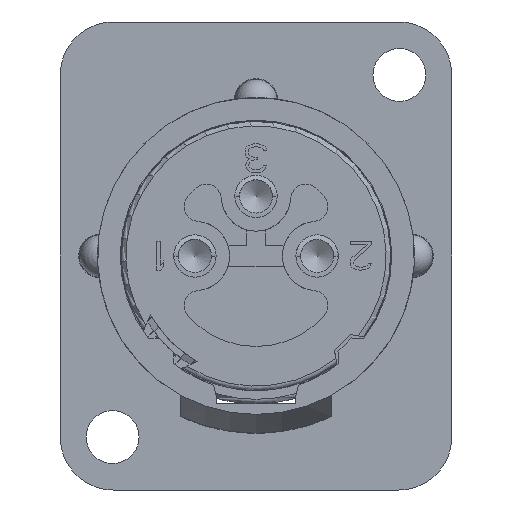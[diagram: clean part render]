
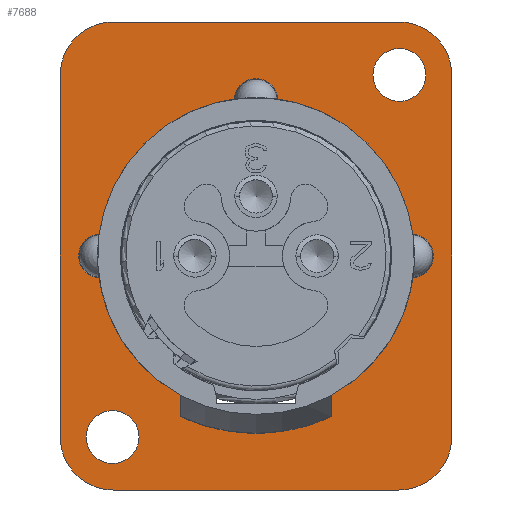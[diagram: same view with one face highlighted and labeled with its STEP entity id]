
A CAD part, left-side view. The second image highlights one B-rep face of the part: STEP entity #7688.
In plain terms, the highlighted planar face has unit normal (-1, 0, 0).
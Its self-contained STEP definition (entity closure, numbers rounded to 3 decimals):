
#663=FACE_BOUND('',#1426,.T.);
#664=FACE_BOUND('',#1427,.T.);
#665=FACE_BOUND('',#1428,.T.);
#737=PLANE('',#8221);
#1038=FACE_OUTER_BOUND('',#1425,.T.);
#1425=EDGE_LOOP('',(#5890,#5891,#5892,#5893,#5894,#5895,#5896,#5897));
#1426=EDGE_LOOP('',(#5898,#5899,#5900,#5901,#5902,#5903,#5904,#5905,#5906,
#5907,#5908,#5909,#5910,#5911));
#1427=EDGE_LOOP('',(#5912));
#1428=EDGE_LOOP('',(#5913));
#1737=LINE('',#10888,#2471);
#1742=LINE('',#10910,#2476);
#1747=LINE('',#10930,#2481);
#1752=LINE('',#10950,#2486);
#1877=LINE('',#11793,#2611);
#1879=LINE('',#11809,#2613);
#1902=LINE('',#11874,#2636);
#1910=LINE('',#11903,#2644);
#1912=LINE('',#11906,#2646);
#2471=VECTOR('',#8757,24.02);
#2476=VECTOR('',#8782,18.943);
#2481=VECTOR('',#8805,24.02);
#2486=VECTOR('',#8828,18.943);
#2611=VECTOR('',#9213,1.4);
#2613=VECTOR('',#9229,1.4);
#2636=VECTOR('',#9278,0.056);
#2644=VECTOR('',#9300,0.056);
#2646=VECTOR('',#9304,6.2);
#3218=CIRCLE('',#8037,3.5);
#3223=CIRCLE('',#8046,3.5);
#3228=CIRCLE('',#8055,3.5);
#3232=CIRCLE('',#8062,1.75);
#3238=CIRCLE('',#8071,1.75);
#3243=CIRCLE('',#8080,1.45);
#3245=CIRCLE('',#8084,1.45);
#3247=CIRCLE('',#8088,1.45);
#3284=CIRCLE('',#8182,11.75);
#3286=CIRCLE('',#8184,11.75);
#3289=CIRCLE('',#8189,10.5);
#3290=CIRCLE('',#8190,10.5);
#3291=CIRCLE('',#8191,10.5);
#3292=CIRCLE('',#8192,10.5);
#3299=CIRCLE('',#8220,3.5);
#3470=VERTEX_POINT('',#10885);
#3471=VERTEX_POINT('',#10887);
#3476=VERTEX_POINT('',#10903);
#3478=VERTEX_POINT('',#10909);
#3482=VERTEX_POINT('',#10923);
#3484=VERTEX_POINT('',#10929);
#3488=VERTEX_POINT('',#10943);
#3490=VERTEX_POINT('',#10949);
#3494=VERTEX_POINT('',#10961);
#3500=VERTEX_POINT('',#10979);
#3506=VERTEX_POINT('',#11019);
#3507=VERTEX_POINT('',#11026);
#3510=VERTEX_POINT('',#11061);
#3511=VERTEX_POINT('',#11068);
#3514=VERTEX_POINT('',#11103);
#3515=VERTEX_POINT('',#11110);
#3658=VERTEX_POINT('',#11767);
#3659=VERTEX_POINT('',#11769);
#3662=VERTEX_POINT('',#11775);
#3663=VERTEX_POINT('',#11777);
#3667=VERTEX_POINT('',#11791);
#3669=VERTEX_POINT('',#11797);
#3688=VERTEX_POINT('',#11872);
#3692=VERTEX_POINT('',#11902);
#4220=EDGE_CURVE('',#3470,#3471,#1737,.T.);
#4228=EDGE_CURVE('',#3471,#3476,#3218,.T.);
#4231=EDGE_CURVE('',#3476,#3478,#1742,.T.);
#4238=EDGE_CURVE('',#3478,#3482,#3223,.T.);
#4241=EDGE_CURVE('',#3482,#3484,#1747,.T.);
#4248=EDGE_CURVE('',#3484,#3488,#3228,.T.);
#4251=EDGE_CURVE('',#3488,#3490,#1752,.T.);
#4258=EDGE_CURVE('',#3494,#3494,#3232,.T.);
#4267=EDGE_CURVE('',#3500,#3500,#3238,.T.);
#4276=EDGE_CURVE('',#3507,#3506,#3243,.T.);
#4281=EDGE_CURVE('',#3511,#3510,#3245,.T.);
#4286=EDGE_CURVE('',#3515,#3514,#3247,.T.);
#4476=EDGE_CURVE('',#3658,#3659,#3284,.T.);
#4480=EDGE_CURVE('',#3662,#3663,#3286,.T.);
#4486=EDGE_CURVE('',#3667,#3662,#1877,.T.);
#4489=EDGE_CURVE('',#3669,#3506,#3289,.T.);
#4490=EDGE_CURVE('',#3507,#3510,#3290,.T.);
#4491=EDGE_CURVE('',#3511,#3514,#3291,.T.);
#4492=EDGE_CURVE('',#3515,#3667,#3292,.T.);
#4494=EDGE_CURVE('',#3659,#3669,#1879,.T.);
#4523=EDGE_CURVE('',#3658,#3688,#1902,.T.);
#4533=EDGE_CURVE('',#3663,#3692,#1910,.T.);
#4535=EDGE_CURVE('',#3688,#3692,#1912,.T.);
#4539=EDGE_CURVE('',#3490,#3470,#3299,.T.);
#5890=ORIENTED_EDGE('',*,*,#4539,.F.);
#5891=ORIENTED_EDGE('',*,*,#4251,.F.);
#5892=ORIENTED_EDGE('',*,*,#4248,.F.);
#5893=ORIENTED_EDGE('',*,*,#4241,.F.);
#5894=ORIENTED_EDGE('',*,*,#4238,.F.);
#5895=ORIENTED_EDGE('',*,*,#4231,.F.);
#5896=ORIENTED_EDGE('',*,*,#4228,.F.);
#5897=ORIENTED_EDGE('',*,*,#4220,.F.);
#5898=ORIENTED_EDGE('',*,*,#4535,.T.);
#5899=ORIENTED_EDGE('',*,*,#4533,.F.);
#5900=ORIENTED_EDGE('',*,*,#4480,.F.);
#5901=ORIENTED_EDGE('',*,*,#4486,.F.);
#5902=ORIENTED_EDGE('',*,*,#4492,.F.);
#5903=ORIENTED_EDGE('',*,*,#4286,.T.);
#5904=ORIENTED_EDGE('',*,*,#4491,.F.);
#5905=ORIENTED_EDGE('',*,*,#4281,.T.);
#5906=ORIENTED_EDGE('',*,*,#4490,.F.);
#5907=ORIENTED_EDGE('',*,*,#4276,.T.);
#5908=ORIENTED_EDGE('',*,*,#4489,.F.);
#5909=ORIENTED_EDGE('',*,*,#4494,.F.);
#5910=ORIENTED_EDGE('',*,*,#4476,.F.);
#5911=ORIENTED_EDGE('',*,*,#4523,.T.);
#5912=ORIENTED_EDGE('',*,*,#4267,.F.);
#5913=ORIENTED_EDGE('',*,*,#4258,.F.);
#7688=ADVANCED_FACE('',(#1038,#663,#664,#665),#737,.F.);
#8037=AXIS2_PLACEMENT_3D('',#10904,#8776,#8777);
#8046=AXIS2_PLACEMENT_3D('',#10924,#8799,#8800);
#8055=AXIS2_PLACEMENT_3D('',#10944,#8822,#8823);
#8062=AXIS2_PLACEMENT_3D('',#10963,#8842,#8843);
#8071=AXIS2_PLACEMENT_3D('',#10981,#8863,#8864);
#8080=AXIS2_PLACEMENT_3D('',#11027,#8883,#8884);
#8084=AXIS2_PLACEMENT_3D('',#11069,#8891,#8892);
#8088=AXIS2_PLACEMENT_3D('',#11111,#8899,#8900);
#8182=AXIS2_PLACEMENT_3D('',#11770,#9198,#9199);
#8184=AXIS2_PLACEMENT_3D('',#11778,#9204,#9205);
#8189=AXIS2_PLACEMENT_3D('',#11799,#9219,#9220);
#8190=AXIS2_PLACEMENT_3D('',#11800,#9221,#9222);
#8191=AXIS2_PLACEMENT_3D('',#11801,#9223,#9224);
#8192=AXIS2_PLACEMENT_3D('',#11802,#9225,#9226);
#8220=AXIS2_PLACEMENT_3D('',#11913,#9316,#9317);
#8221=AXIS2_PLACEMENT_3D('',#11914,#9318,#9319);
#8757=DIRECTION('',(0.,0.,1.));
#8776=DIRECTION('center_axis',(1.,0.,0.));
#8777=DIRECTION('ref_axis',(0.,1.,0.));
#8782=DIRECTION('',(0.,-1.,0.));
#8799=DIRECTION('center_axis',(1.,0.,0.));
#8800=DIRECTION('ref_axis',(0.,0.,1.));
#8805=DIRECTION('',(0.,0.,-1.));
#8822=DIRECTION('center_axis',(1.,0.,0.));
#8823=DIRECTION('ref_axis',(0.,-1.,0.));
#8828=DIRECTION('',(0.,1.,0.));
#8842=DIRECTION('center_axis',(-1.,0.,0.));
#8843=DIRECTION('ref_axis',(0.,0.,1.));
#8863=DIRECTION('center_axis',(-1.,0.,0.));
#8864=DIRECTION('ref_axis',(0.,0.,-1.));
#8883=DIRECTION('center_axis',(1.,0.,0.));
#8884=DIRECTION('ref_axis',(0.,-0.069,0.998));
#8891=DIRECTION('center_axis',(1.,0.,0.));
#8892=DIRECTION('ref_axis',(0.,0.998,0.069));
#8899=DIRECTION('center_axis',(1.,0.,0.));
#8900=DIRECTION('ref_axis',(0.,0.069,-0.998));
#9198=DIRECTION('center_axis',(-1.,0.,0.));
#9199=DIRECTION('ref_axis',(0.,-0.264,-0.965));
#9204=DIRECTION('center_axis',(-1.,0.,0.));
#9205=DIRECTION('ref_axis',(0.,0.426,-0.905));
#9213=DIRECTION('',(0.,0.,-1.));
#9219=DIRECTION('center_axis',(-1.,0.,0.));
#9220=DIRECTION('ref_axis',(0.,-0.476,-0.879));
#9221=DIRECTION('center_axis',(-1.,0.,0.));
#9222=DIRECTION('ref_axis',(0.,-0.99,0.138));
#9223=DIRECTION('center_axis',(-1.,0.,0.));
#9224=DIRECTION('ref_axis',(0.,0.138,0.99));
#9225=DIRECTION('center_axis',(-1.,0.,0.));
#9226=DIRECTION('ref_axis',(0.,0.99,-0.138));
#9229=DIRECTION('',(0.,0.,1.));
#9278=DIRECTION('',(0.,0.,-1.));
#9300=DIRECTION('',(0.,0.,-1.));
#9304=DIRECTION('',(0.,1.,0.));
#9316=DIRECTION('center_axis',(1.,0.,0.));
#9317=DIRECTION('ref_axis',(0.,0.,-1.));
#9318=DIRECTION('center_axis',(1.,0.,0.));
#9319=DIRECTION('ref_axis',(0.,-1.,0.));
#10885=CARTESIAN_POINT('',(0.,12.971,-12.01));
#10887=CARTESIAN_POINT('',(0.,12.971,12.01));
#10888=CARTESIAN_POINT('',(0.,12.971,-12.01));
#10903=CARTESIAN_POINT('',(0.,9.471,15.51));
#10904=CARTESIAN_POINT('Origin',(0.,9.471,12.01));
#10909=CARTESIAN_POINT('',(0.,-9.471,15.51));
#10910=CARTESIAN_POINT('',(0.,9.471,15.51));
#10923=CARTESIAN_POINT('',(0.,-12.971,12.01));
#10924=CARTESIAN_POINT('Origin',(0.,-9.471,12.01));
#10929=CARTESIAN_POINT('',(0.,-12.971,-12.01));
#10930=CARTESIAN_POINT('',(0.,-12.971,12.01));
#10943=CARTESIAN_POINT('',(0.,-9.471,-15.51));
#10944=CARTESIAN_POINT('Origin',(0.,-9.471,-12.01));
#10949=CARTESIAN_POINT('',(0.,9.471,-15.51));
#10950=CARTESIAN_POINT('',(0.,-9.471,-15.51));
#10961=CARTESIAN_POINT('',(0.,-9.5,10.25));
#10963=CARTESIAN_POINT('Origin',(0.,-9.5,12.));
#10979=CARTESIAN_POINT('',(0.,9.5,-10.25));
#10981=CARTESIAN_POINT('Origin',(0.,9.5,-12.));
#11019=CARTESIAN_POINT('',(0.,-10.4,-1.447));
#11026=CARTESIAN_POINT('',(0.,-10.4,1.447));
#11027=CARTESIAN_POINT('Origin',(0.,-10.3,0.));
#11061=CARTESIAN_POINT('',(0.,-1.447,10.4));
#11068=CARTESIAN_POINT('',(0.,1.447,10.4));
#11069=CARTESIAN_POINT('Origin',(0.,0.,10.3));
#11103=CARTESIAN_POINT('',(0.,10.4,1.447));
#11110=CARTESIAN_POINT('',(0.,10.4,-1.447));
#11111=CARTESIAN_POINT('Origin',(0.,10.3,0.));
#11767=CARTESIAN_POINT('',(0.,-3.1,-11.334));
#11769=CARTESIAN_POINT('',(0.,-5.,-10.633));
#11770=CARTESIAN_POINT('Origin',(0.,0.,0.));
#11775=CARTESIAN_POINT('',(0.,5.,-10.633));
#11777=CARTESIAN_POINT('',(0.,3.1,-11.334));
#11778=CARTESIAN_POINT('Origin',(0.,0.,0.));
#11791=CARTESIAN_POINT('',(0.,5.,-9.233));
#11793=CARTESIAN_POINT('',(0.,5.,-9.233));
#11797=CARTESIAN_POINT('',(0.,-5.,-9.233));
#11799=CARTESIAN_POINT('Origin',(0.,0.,0.));
#11800=CARTESIAN_POINT('Origin',(0.,0.,0.));
#11801=CARTESIAN_POINT('Origin',(0.,0.,0.));
#11802=CARTESIAN_POINT('Origin',(0.,0.,0.));
#11809=CARTESIAN_POINT('',(0.,-5.,-10.633));
#11872=CARTESIAN_POINT('',(0.,-3.1,-11.39));
#11874=CARTESIAN_POINT('',(0.,-3.1,-11.334));
#11902=CARTESIAN_POINT('',(0.,3.1,-11.39));
#11903=CARTESIAN_POINT('',(0.,3.1,-11.334));
#11906=CARTESIAN_POINT('',(0.,-3.1,-11.39));
#11913=CARTESIAN_POINT('Origin',(0.,9.471,-12.01));
#11914=CARTESIAN_POINT('Origin',(0.,0.,0.));
